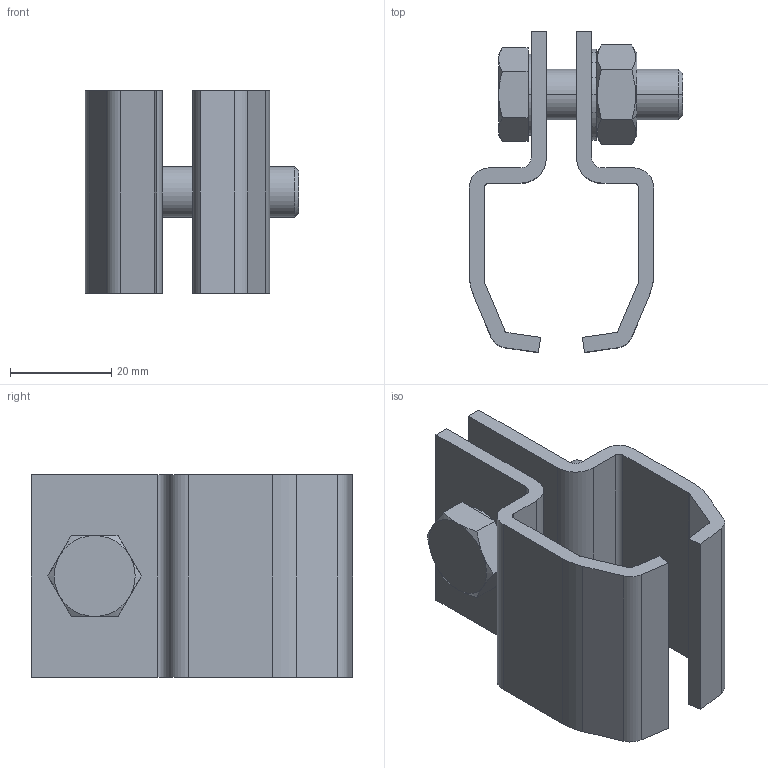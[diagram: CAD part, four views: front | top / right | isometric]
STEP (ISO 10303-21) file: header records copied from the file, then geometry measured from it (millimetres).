
FILE_DESCRIPTION (( 'STEP AP214' ), '1' );
FILE_NAME ('21.B03(2).STEP', '2016-07-15T07:34:28', ( '' ), ( '' ), 'SwSTEP 2.0', 'SolidWorks 2015', '' );
FILE_SCHEMA (( 'AUTOMOTIVE_DESIGN' ));
Length unit declared in the file: millimetre
Products named in the file (1): 21.B03(2)
Bounding box: 42.25 x 63.47 x 40 mm (x, y, z)
Volume: 23706.1 mm3; surface area: 17188.2 mm2
Topology: 5 solids, 5 shells, 175 faces, 498 edges, 302 vertices
Faces by surface type: plane 85, cylinder 37, bspline 35, cone 16, torus 2
Entity records: 11467 total; most frequent: CARTESIAN_POINT 5356, ORIENTED_EDGE 932, DIRECTION 740, EDGE_CURVE 466, VERTEX_POINT 302, AXIS2_PLACEMENT_3D 251, LINE 238, VECTOR 238
